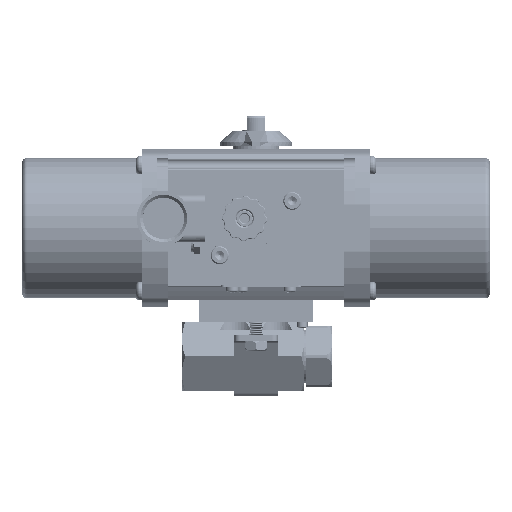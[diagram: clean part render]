
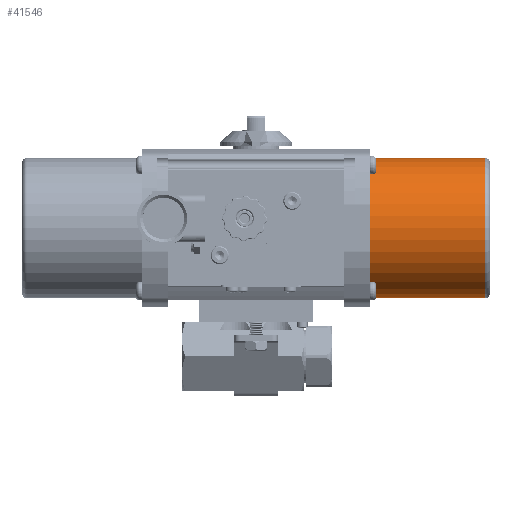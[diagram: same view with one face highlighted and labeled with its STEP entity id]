
A CAD part, top view. The second image highlights one B-rep face of the part: STEP entity #41546.
In plain terms, the highlighted cylindrical face has radius 30.963 mm (diameter 61.925 mm), a partial arc.
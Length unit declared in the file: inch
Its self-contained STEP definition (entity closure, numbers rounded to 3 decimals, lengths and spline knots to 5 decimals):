
#4828 = EDGE_CURVE ( 'NONE', #145511, #29838, #188406, .T. ) ;
#4978 = DIRECTION ( 'NONE',  ( 0., -1., 0. ) ) ;
#10850 = VERTEX_POINT ( 'NONE', #142130 ) ;
#23687 = CARTESIAN_POINT ( 'NONE',  ( 1.7145, 2.2295, 0. ) ) ;
#29838 = VERTEX_POINT ( 'NONE', #96531 ) ;
#30081 = EDGE_CURVE ( 'NONE', #29838, #10850, #153692, .T. ) ;
#37979 = DIRECTION ( 'NONE',  ( 0., 1., 0. ) ) ;
#41546 = ADVANCED_FACE ( 'NONE', ( #139266 ), #134626, .T. ) ;
#42061 = DIRECTION ( 'NONE',  ( -1., 0., 0. ) ) ;
#54223 = CARTESIAN_POINT ( 'NONE',  ( 3.9725, 3.4485, 0. ) ) ;
#76344 = DIRECTION ( 'NONE',  ( -1., 0., 0. ) ) ;
#79736 = EDGE_CURVE ( 'NONE', #148024, #10850, #85938, .T. ) ;
#82652 = AXIS2_PLACEMENT_3D ( 'NONE', #182649, #93751, #4978 ) ;
#85938 = LINE ( 'NONE', #185148, #160209 ) ;
#89471 = EDGE_LOOP ( 'NONE', ( #182389, #179882, #181694, #95070 ) ) ;
#93751 = DIRECTION ( 'NONE',  ( 1., 0., 0. ) ) ;
#95070 = ORIENTED_EDGE ( 'NONE', *, *, #30081, .T. ) ;
#96531 = CARTESIAN_POINT ( 'NONE',  ( 1.8575, 3.4485, 0. ) ) ;
#96936 = DIRECTION ( 'NONE',  ( -1., 0., 0. ) ) ;
#107863 = CIRCLE ( 'NONE', #177538, 1.219 ) ;
#114037 = VECTOR ( 'NONE', #42061, 39.37008 ) ;
#125385 = DIRECTION ( 'NONE',  ( -1., 0., 0. ) ) ;
#130787 = CARTESIAN_POINT ( 'NONE',  ( 1.7145, 3.4485, 0. ) ) ;
#134626 = CYLINDRICAL_SURFACE ( 'NONE', #173810, 1.219 ) ;
#139266 = FACE_OUTER_BOUND ( 'NONE', #89471, .T. ) ;
#142130 = CARTESIAN_POINT ( 'NONE',  ( 1.8575, 1.0105, 0. ) ) ;
#145511 = VERTEX_POINT ( 'NONE', #54223 ) ;
#148024 = VERTEX_POINT ( 'NONE', #158013 ) ;
#153692 = CIRCLE ( 'NONE', #82652, 1.219 ) ;
#158013 = CARTESIAN_POINT ( 'NONE',  ( 3.9725, 1.0105, 0. ) ) ;
#160209 = VECTOR ( 'NONE', #125385, 39.37008 ) ;
#165151 = CARTESIAN_POINT ( 'NONE',  ( 3.9725, 2.2295, 0. ) ) ;
#171265 = EDGE_CURVE ( 'NONE', #148024, #145511, #107863, .T. ) ;
#173810 = AXIS2_PLACEMENT_3D ( 'NONE', #23687, #96936, #37979 ) ;
#177538 = AXIS2_PLACEMENT_3D ( 'NONE', #165151, #76344, #180117 ) ;
#179882 = ORIENTED_EDGE ( 'NONE', *, *, #171265, .T. ) ;
#180117 = DIRECTION ( 'NONE',  ( 0., -1., 0. ) ) ;
#181694 = ORIENTED_EDGE ( 'NONE', *, *, #4828, .T. ) ;
#182389 = ORIENTED_EDGE ( 'NONE', *, *, #79736, .F. ) ;
#182649 = CARTESIAN_POINT ( 'NONE',  ( 1.8575, 2.2295, 0. ) ) ;
#185148 = CARTESIAN_POINT ( 'NONE',  ( 1.7145, 1.0105, 0. ) ) ;
#188406 = LINE ( 'NONE', #130787, #114037 ) ;
